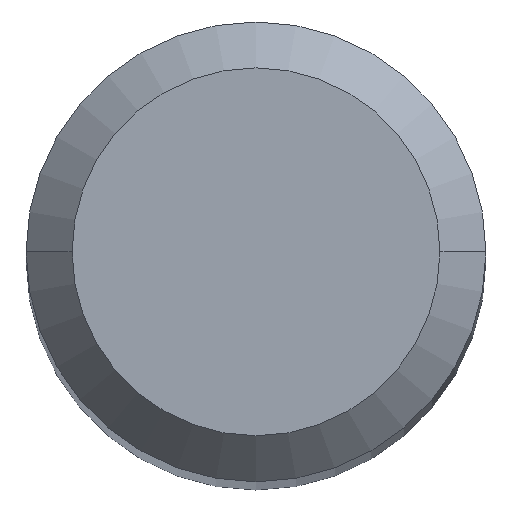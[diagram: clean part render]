
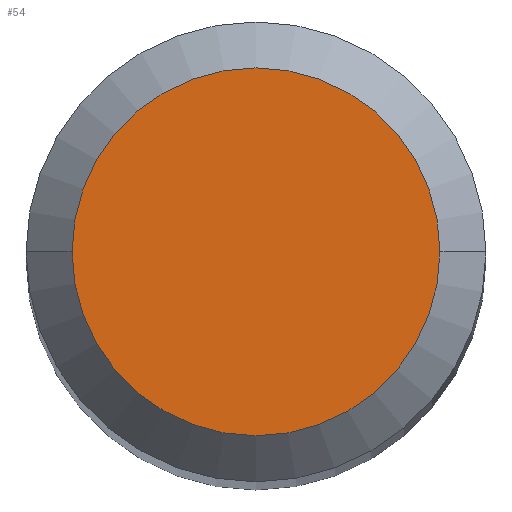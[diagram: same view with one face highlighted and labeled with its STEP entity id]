
A CAD part, top view. The second image highlights one B-rep face of the part: STEP entity #54.
In plain terms, the highlighted planar face has unit normal (0, 0, 1).
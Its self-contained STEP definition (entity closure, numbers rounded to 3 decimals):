
#6 = CIRCLE ( 'NONE', #649, 1.2 ) ;
#12 = CIRCLE ( 'NONE', #516, 1.2 ) ;
#16 = EDGE_CURVE ( 'NONE', #593, #232, #12, .T. ) ;
#29 = ORIENTED_EDGE ( 'NONE', *, *, #16, .T. ) ;
#39 = DIRECTION ( 'NONE',  ( 0., 0., -1. ) ) ;
#49 = PLANE ( 'NONE',  #344 ) ;
#54 = ADVANCED_FACE ( 'NONE', ( #343 ), #49, .F. ) ;
#92 = ORIENTED_EDGE ( 'NONE', *, *, #554, .T. ) ;
#199 = DIRECTION ( 'NONE',  ( -1., 0., 0. ) ) ;
#232 = VERTEX_POINT ( 'NONE', #579 ) ;
#238 = EDGE_LOOP ( 'NONE', ( #29, #92 ) ) ;
#243 = DIRECTION ( 'NONE',  ( 0., 0., 1. ) ) ;
#287 = DIRECTION ( 'NONE',  ( -1., 0., 0. ) ) ;
#300 = CARTESIAN_POINT ( 'NONE',  ( 0., 0., 38. ) ) ;
#343 = FACE_OUTER_BOUND ( 'NONE', #238, .T. ) ;
#344 = AXIS2_PLACEMENT_3D ( 'NONE', #553, #39, #287 ) ;
#363 = DIRECTION ( 'NONE',  ( -1., 0., 0. ) ) ;
#516 = AXIS2_PLACEMENT_3D ( 'NONE', #300, #243, #199 ) ;
#535 = CARTESIAN_POINT ( 'NONE',  ( -1.2, 0., 38. ) ) ;
#553 = CARTESIAN_POINT ( 'NONE',  ( 0., 0., 38. ) ) ;
#554 = EDGE_CURVE ( 'NONE', #232, #593, #6, .T. ) ;
#579 = CARTESIAN_POINT ( 'NONE',  ( 1.2, 0., 38. ) ) ;
#593 = VERTEX_POINT ( 'NONE', #535 ) ;
#621 = DIRECTION ( 'NONE',  ( 0., 0., 1. ) ) ;
#634 = CARTESIAN_POINT ( 'NONE',  ( 0., 0., 38. ) ) ;
#649 = AXIS2_PLACEMENT_3D ( 'NONE', #634, #621, #363 ) ;
